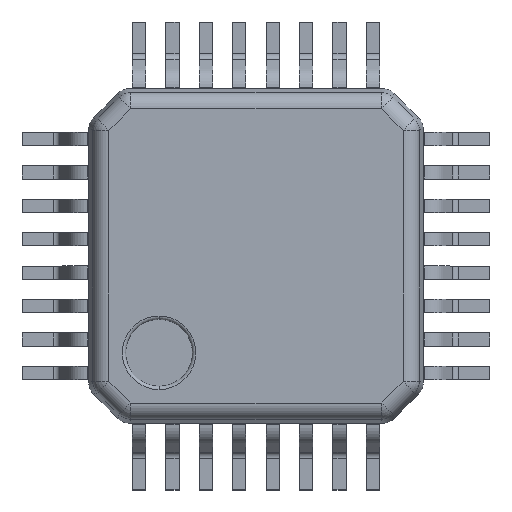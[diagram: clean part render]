
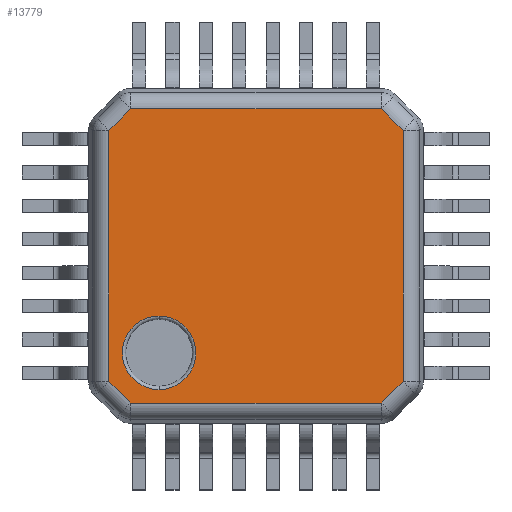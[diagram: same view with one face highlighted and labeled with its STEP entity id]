
A CAD part, top view. The second image highlights one B-rep face of the part: STEP entity #13779.
In plain terms, the highlighted planar face has unit normal (0, 0, 1).
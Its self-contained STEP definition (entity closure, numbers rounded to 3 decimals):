
#13563 = VERTEX_POINT('',#13564);
#13564 = CARTESIAN_POINT('',(-1.45,-2.,1.2));
#13571 = EDGE_CURVE('',#13572,#13563,#13574,.T.);
#13572 = VERTEX_POINT('',#13573);
#13573 = CARTESIAN_POINT('',(-1.45,-0.9,1.2));
#13574 = CIRCLE('',#13575,0.55);
#13575 = AXIS2_PLACEMENT_3D('',#13576,#13577,#13578);
#13576 = CARTESIAN_POINT('',(-1.45,-1.45,1.2));
#13577 = DIRECTION('',(0.,0.,-1.));
#13578 = DIRECTION('',(0.,1.,0.));
#13779 = ADVANCED_FACE('',(#13780,#13846),#13856,.F.);
#13780 = FACE_BOUND('',#13781,.T.);
#13781 = EDGE_LOOP('',(#13782,#13792,#13800,#13808,#13816,#13824,#13832,
    #13840));
#13782 = ORIENTED_EDGE('',*,*,#13783,.T.);
#13783 = EDGE_CURVE('',#13784,#13786,#13788,.T.);
#13784 = VERTEX_POINT('',#13785);
#13785 = CARTESIAN_POINT('',(1.876,2.201,1.2));
#13786 = VERTEX_POINT('',#13787);
#13787 = CARTESIAN_POINT('',(-1.876,2.201,1.2));
#13788 = LINE('',#13789,#13790);
#13789 = CARTESIAN_POINT('',(-1.956,2.201,1.2));
#13790 = VECTOR('',#13791,1.);
#13791 = DIRECTION('',(-1.,0.,0.));
#13792 = ORIENTED_EDGE('',*,*,#13793,.T.);
#13793 = EDGE_CURVE('',#13786,#13794,#13796,.T.);
#13794 = VERTEX_POINT('',#13795);
#13795 = CARTESIAN_POINT('',(-2.201,1.876,1.2));
#13796 = LINE('',#13797,#13798);
#13797 = CARTESIAN_POINT('',(-2.257,1.82,1.2));
#13798 = VECTOR('',#13799,1.);
#13799 = DIRECTION('',(-0.707,-0.707,0.));
#13800 = ORIENTED_EDGE('',*,*,#13801,.T.);
#13801 = EDGE_CURVE('',#13794,#13802,#13804,.T.);
#13802 = VERTEX_POINT('',#13803);
#13803 = CARTESIAN_POINT('',(-2.201,-1.876,1.2));
#13804 = LINE('',#13805,#13806);
#13805 = CARTESIAN_POINT('',(-2.201,-1.956,1.2));
#13806 = VECTOR('',#13807,1.);
#13807 = DIRECTION('',(0.,-1.,0.));
#13808 = ORIENTED_EDGE('',*,*,#13809,.T.);
#13809 = EDGE_CURVE('',#13802,#13810,#13812,.T.);
#13810 = VERTEX_POINT('',#13811);
#13811 = CARTESIAN_POINT('',(-1.876,-2.201,1.2));
#13812 = LINE('',#13813,#13814);
#13813 = CARTESIAN_POINT('',(-1.82,-2.257,1.2));
#13814 = VECTOR('',#13815,1.);
#13815 = DIRECTION('',(0.707,-0.707,0.));
#13816 = ORIENTED_EDGE('',*,*,#13817,.T.);
#13817 = EDGE_CURVE('',#13810,#13818,#13820,.T.);
#13818 = VERTEX_POINT('',#13819);
#13819 = CARTESIAN_POINT('',(1.876,-2.201,1.2));
#13820 = LINE('',#13821,#13822);
#13821 = CARTESIAN_POINT('',(1.956,-2.201,1.2));
#13822 = VECTOR('',#13823,1.);
#13823 = DIRECTION('',(1.,0.,0.));
#13824 = ORIENTED_EDGE('',*,*,#13825,.T.);
#13825 = EDGE_CURVE('',#13818,#13826,#13828,.T.);
#13826 = VERTEX_POINT('',#13827);
#13827 = CARTESIAN_POINT('',(2.201,-1.876,1.2));
#13828 = LINE('',#13829,#13830);
#13829 = CARTESIAN_POINT('',(2.257,-1.82,1.2));
#13830 = VECTOR('',#13831,1.);
#13831 = DIRECTION('',(0.707,0.707,0.));
#13832 = ORIENTED_EDGE('',*,*,#13833,.T.);
#13833 = EDGE_CURVE('',#13826,#13834,#13836,.T.);
#13834 = VERTEX_POINT('',#13835);
#13835 = CARTESIAN_POINT('',(2.201,1.876,1.2));
#13836 = LINE('',#13837,#13838);
#13837 = CARTESIAN_POINT('',(2.201,1.956,1.2));
#13838 = VECTOR('',#13839,1.);
#13839 = DIRECTION('',(0.,1.,0.));
#13840 = ORIENTED_EDGE('',*,*,#13841,.T.);
#13841 = EDGE_CURVE('',#13834,#13784,#13842,.T.);
#13842 = LINE('',#13843,#13844);
#13843 = CARTESIAN_POINT('',(1.82,2.257,1.2));
#13844 = VECTOR('',#13845,1.);
#13845 = DIRECTION('',(-0.707,0.707,0.));
#13846 = FACE_BOUND('',#13847,.T.);
#13847 = EDGE_LOOP('',(#13848,#13849));
#13848 = ORIENTED_EDGE('',*,*,#13571,.T.);
#13849 = ORIENTED_EDGE('',*,*,#13850,.T.);
#13850 = EDGE_CURVE('',#13563,#13572,#13851,.T.);
#13851 = CIRCLE('',#13852,0.55);
#13852 = AXIS2_PLACEMENT_3D('',#13853,#13854,#13855);
#13853 = CARTESIAN_POINT('',(-1.45,-1.45,1.2));
#13854 = DIRECTION('',(0.,0.,-1.));
#13855 = DIRECTION('',(0.,1.,0.));
#13856 = PLANE('',#13857);
#13857 = AXIS2_PLACEMENT_3D('',#13858,#13859,#13860);
#13858 = CARTESIAN_POINT('',(0.,0.,1.2));
#13859 = DIRECTION('',(0.,0.,-1.));
#13860 = DIRECTION('',(0.,1.,0.));
